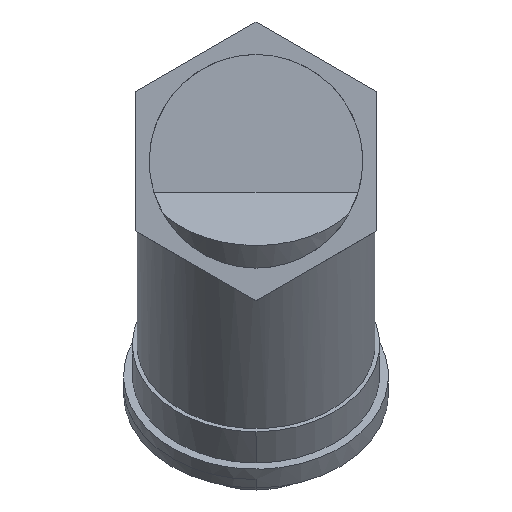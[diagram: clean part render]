
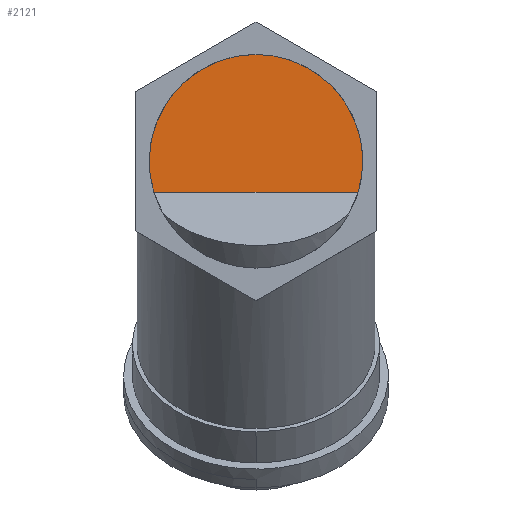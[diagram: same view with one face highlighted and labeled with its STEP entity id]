
A CAD part, left-side view. The second image highlights one B-rep face of the part: STEP entity #2121.
In plain terms, the highlighted planar face has unit normal (-1, 0, 0).
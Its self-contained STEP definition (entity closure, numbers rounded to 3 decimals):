
#1956=CARTESIAN_POINT('Axis2P3D Location',(-53.5,0.,0.)) ;
#1960=CARTESIAN_POINT('Vertex',(-53.5,34.748,-10.5)) ;
#1962=CARTESIAN_POINT('Vertex',(-53.5,0.,36.3)) ;
#2023=CARTESIAN_POINT('Vertex',(-53.5,-34.748,-10.5)) ;
#2026=CARTESIAN_POINT('Line Origine',(-53.5,0.,-10.5)) ;
#2096=CARTESIAN_POINT('Axis2P3D Location',(-53.5,0.,0.)) ;
#2111=CARTESIAN_POINT('Axis2P3D Location',(-53.5,-4.,37.)) ;
#2028=VECTOR('Line Direction',#2027,1.) ;
#1957=DIRECTION('Axis2P3D Direction',(-1.,-0.,0.)) ;
#2027=DIRECTION('Vector Direction',(0.,-1.,0.)) ;
#2097=DIRECTION('Axis2P3D Direction',(-1.,0.,0.)) ;
#2112=DIRECTION('Axis2P3D Direction',(-1.,0.,0.)) ;
#2113=DIRECTION('Axis2P3D XDirection',(0.,1.,0.)) ;
#1958=AXIS2_PLACEMENT_3D('Circle Axis2P3D',#1956,#1957,$) ;
#2098=AXIS2_PLACEMENT_3D('Circle Axis2P3D',#2096,#2097,$) ;
#2114=AXIS2_PLACEMENT_3D('Plane Axis2P3D',#2111,#2112,#2113) ;
#2029=LINE('Line',#2026,#2028) ;
#1959=CIRCLE('generated circle',#1958,36.3) ;
#2099=CIRCLE('generated circle',#2098,36.3) ;
#2115=PLANE('',#2114) ;
#1964=EDGE_CURVE('',#1961,#1963,#1959,.F.) ;
#2030=EDGE_CURVE('',#1961,#2024,#2029,.T.) ;
#2100=EDGE_CURVE('',#1963,#2024,#2099,.F.) ;
#2117=ORIENTED_EDGE('',*,*,#2100,.F.) ;
#2118=ORIENTED_EDGE('',*,*,#1964,.F.) ;
#2119=ORIENTED_EDGE('',*,*,#2030,.T.) ;
#2116=EDGE_LOOP('',(#2117,#2118,#2119)) ;
#1961=VERTEX_POINT('',#1960) ;
#1963=VERTEX_POINT('',#1962) ;
#2024=VERTEX_POINT('',#2023) ;
#2121=ADVANCED_FACE('PartBody',(#2120),#2115,.T.) ;
#2120=FACE_OUTER_BOUND('',#2116,.T.) ;
